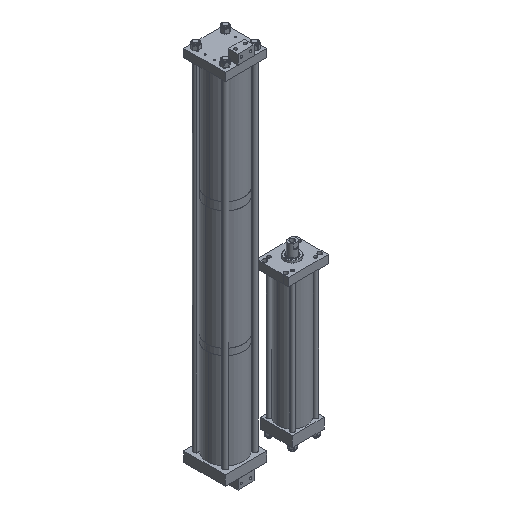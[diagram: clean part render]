
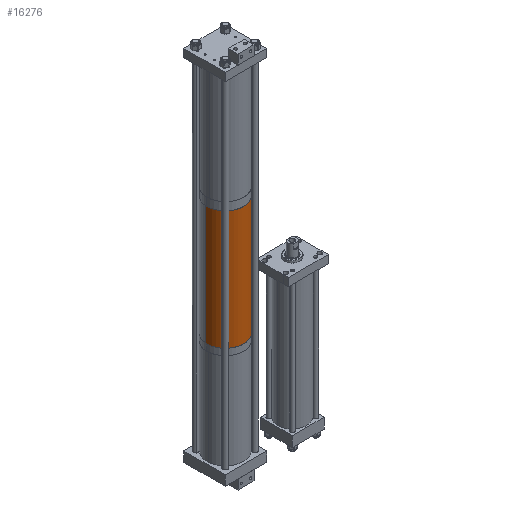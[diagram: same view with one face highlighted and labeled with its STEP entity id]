
A CAD part, isometric view. The second image highlights one B-rep face of the part: STEP entity #16276.
In plain terms, the highlighted cylindrical face has radius 73.025 mm (diameter 146.05 mm), a partial arc.
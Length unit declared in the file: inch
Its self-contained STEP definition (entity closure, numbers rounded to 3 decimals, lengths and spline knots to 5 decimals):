
#485 = EDGE_CURVE ( 'NONE', #16051, #6928, #719, .T. ) ;
#719 = LINE ( 'NONE', #13329, #7909 ) ;
#1088 = ORIENTED_EDGE ( 'NONE', *, *, #485, .F. ) ;
#1105 = EDGE_LOOP ( 'NONE', ( #1088, #2851, #9995, #9292 ) ) ;
#1258 = CARTESIAN_POINT ( 'NONE',  ( 2.875, 0., 0. ) ) ;
#2053 = CARTESIAN_POINT ( 'NONE',  ( 0., 0., 0. ) ) ;
#2084 = CARTESIAN_POINT ( 'NONE',  ( -2.875, 0., 0. ) ) ;
#2217 = DIRECTION ( 'NONE',  ( 1., 0., 0. ) ) ;
#2851 = ORIENTED_EDGE ( 'NONE', *, *, #12714, .F. ) ;
#4666 = CARTESIAN_POINT ( 'NONE',  ( 0., 0., 18.649 ) ) ;
#5109 = DIRECTION ( 'NONE',  ( 1., 0., 0. ) ) ;
#5642 = AXIS2_PLACEMENT_3D ( 'NONE', #4666, #13637, #7314 ) ;
#6015 = EDGE_CURVE ( 'NONE', #12426, #6928, #6345, .T. ) ;
#6232 = AXIS2_PLACEMENT_3D ( 'NONE', #2053, #16294, #2217 ) ;
#6345 = CIRCLE ( 'NONE', #6232, 2.875 ) ;
#6469 = CARTESIAN_POINT ( 'NONE',  ( 2.875, 0., 18.649 ) ) ;
#6678 = CIRCLE ( 'NONE', #14580, 2.875 ) ;
#6928 = VERTEX_POINT ( 'NONE', #1258 ) ;
#7314 = DIRECTION ( 'NONE',  ( -1., 0., 0. ) ) ;
#7349 = EDGE_CURVE ( 'NONE', #13402, #12426, #11538, .T. ) ;
#7632 = FACE_OUTER_BOUND ( 'NONE', #1105, .T. ) ;
#7909 = VECTOR ( 'NONE', #11739, 39.37008 ) ;
#9292 = ORIENTED_EDGE ( 'NONE', *, *, #6015, .T. ) ;
#9995 = ORIENTED_EDGE ( 'NONE', *, *, #7349, .T. ) ;
#10923 = DIRECTION ( 'NONE',  ( 0., 0., -1. ) ) ;
#11512 = CARTESIAN_POINT ( 'NONE',  ( 0., 0., 18.649 ) ) ;
#11538 = LINE ( 'NONE', #14843, #11722 ) ;
#11722 = VECTOR ( 'NONE', #10923, 39.37008 ) ;
#11739 = DIRECTION ( 'NONE',  ( 0., 0., -1. ) ) ;
#12426 = VERTEX_POINT ( 'NONE', #2084 ) ;
#12459 = CYLINDRICAL_SURFACE ( 'NONE', #5642, 2.875 ) ;
#12714 = EDGE_CURVE ( 'NONE', #13402, #16051, #6678, .T. ) ;
#12795 = DIRECTION ( 'NONE',  ( 0., 0., 1. ) ) ;
#13329 = CARTESIAN_POINT ( 'NONE',  ( 2.875, 0., 18.649 ) ) ;
#13402 = VERTEX_POINT ( 'NONE', #15402 ) ;
#13637 = DIRECTION ( 'NONE',  ( 0., 0., -1. ) ) ;
#14580 = AXIS2_PLACEMENT_3D ( 'NONE', #11512, #12795, #5109 ) ;
#14843 = CARTESIAN_POINT ( 'NONE',  ( -2.875, 0., 18.649 ) ) ;
#15402 = CARTESIAN_POINT ( 'NONE',  ( -2.875, 0., 18.649 ) ) ;
#16051 = VERTEX_POINT ( 'NONE', #6469 ) ;
#16276 = ADVANCED_FACE ( 'NONE', ( #7632 ), #12459, .T. ) ;
#16294 = DIRECTION ( 'NONE',  ( 0., 0., 1. ) ) ;
